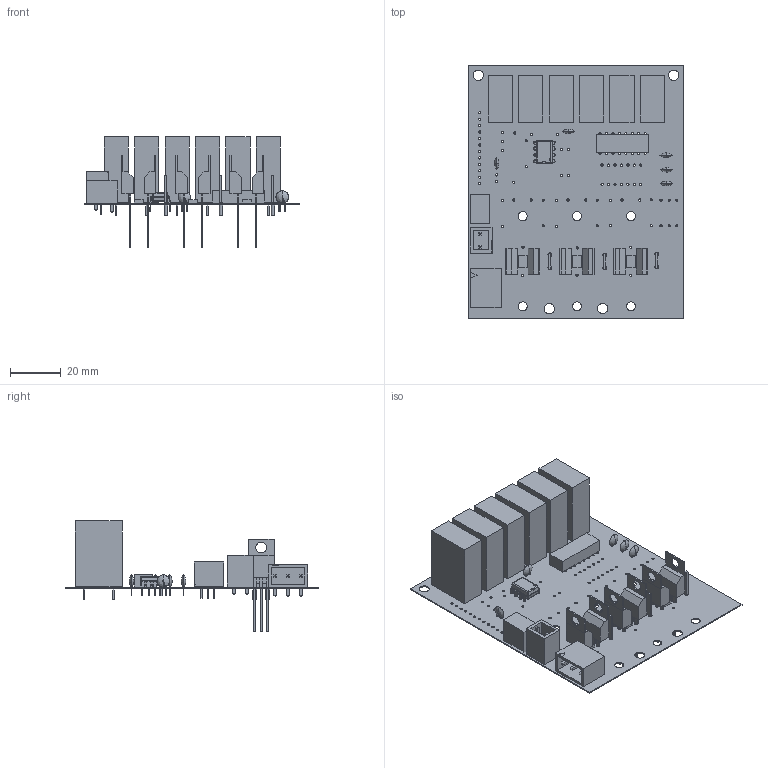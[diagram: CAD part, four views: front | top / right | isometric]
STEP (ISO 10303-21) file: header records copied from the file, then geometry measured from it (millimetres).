
FILE_DESCRIPTION(('Open CASCADE Model'),'2;1');
FILE_NAME('Open CASCADE Shape Model','2022-02-28T12:13:07',('Author'),( 'Open CASCADE'),'Open CASCADE STEP processor 6.8','Open CASCADE 6.8' ,'Unknown');
FILE_SCHEMA(('AUTOMOTIVE_DESIGN { 1 0 10303 214 1 1 1 1 }'));
Length unit declared in the file: millimetre
Products named in the file (69): PCB; BoardBLDC_PCB; Open CASCADE STEP translator 6.8 1.1.1; AQFBLDC_PCB; 6007094096; Extruded; WBLDC_PCB; 6005112192; Body; Leads; VBLDC_PCB; VAMPBLDC_PCB; 6005112352; BODY_P0008A; LEAD_P0008A; LD_LHALF_P0008A; LD_RHALF_P0008A; UVWBLDC_PCB; 6005110912; LeadsArray; UBLDC_PCB; RI3BLDC_PCB; 6007093696; RI2BLDC_PCB; RI1BLDC_PCB; LWBLDC_PCB; 6005109232; Tab; PinsArray; LVBLDC_PCB; LUBLDC_PCB; HWBLDC_PCB; 6005109392; HVBLDC_PCB; HUBLDC_PCB; DCDCBLDC_PCB; 6005111072; 1111-2; TSR1E-1019(1); CVBLDC_PCB ...
Assembly tree (89 placements, depth 4):
  PCB
    BoardBLDC_PCB
      Open CASCADE STEP translator 6.8 1.1.1
    AQFBLDC_PCB
      6007094096
        Extruded
    WBLDC_PCB
      6005112192
        Body
        Leads
    VBLDC_PCB
      6005112192
        Body
        Leads
    VAMPBLDC_PCB
      6005112352
        BODY_P0008A
        LEAD_P0008A  x4
        LD_LHALF_P0008A  x2
        LD_RHALF_P0008A  x2
    UVWBLDC_PCB
      6005110912
        Body
        LeadsArray
    UBLDC_PCB
      6005112192
        Body
        Leads
    RI3BLDC_PCB
      6007093696
        Extruded
    RI2BLDC_PCB
      6007093696
        Extruded
    RI1BLDC_PCB
      6007093696
        Extruded
    LWBLDC_PCB
      6005109232
        Tab
        Body
        PinsArray
    LVBLDC_PCB
      6005109232
        Tab
        Body
        PinsArray
    LUBLDC_PCB
      6005109232
        Tab
        Body
        PinsArray
    HWBLDC_PCB
      6005109392
        Tab
        Body
        PinsArray
    HVBLDC_PCB
      6005109392
        Tab
Bounding box: 85 x 100 x 43.47 mm (x, y, z)
Volume: 36414.4 mm3; surface area: 36684.8 mm2
Topology: 156 solids, 158 shells, 1529 faces, 3502 edges, 2291 vertices
Faces by surface type: plane 927, cylinder 309, bspline 275, torus 10, sphere 8
Full cylindrical faces by diameter (mm): 0.5 x10, 0.6 x12, 0.73 x8, 0.8 x12, 0.83 x3, 0.85 x26, 0.9 x61, 1.35 x6, 1.39 x18, 1.55 x6, 1.6 x2, 1.65 x3, 3.5 x6, 4 x4, 4.27 x6
Entity records: 23900 total; most frequent: CARTESIAN_POINT 5325, DIRECTION 3282, ORIENTED_EDGE 3176, EDGE_CURVE 1590, AXIS2_PLACEMENT_3D 1134, VERTEX_POINT 1035, LINE 1014, VECTOR 1014
